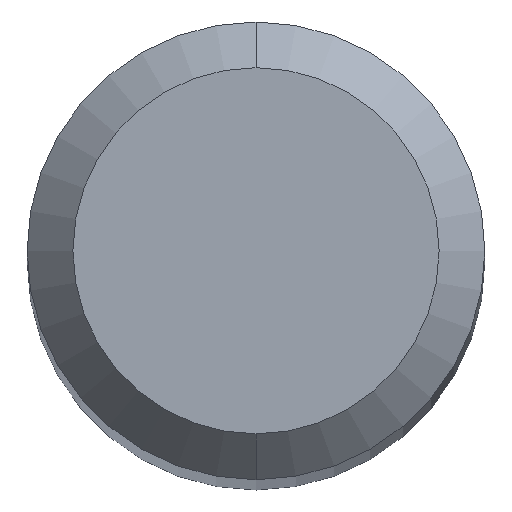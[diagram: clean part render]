
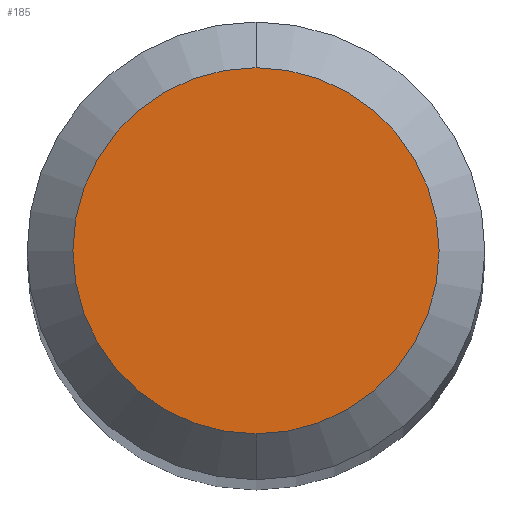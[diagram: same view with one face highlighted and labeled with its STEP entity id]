
A CAD part, top view. The second image highlights one B-rep face of the part: STEP entity #185.
In plain terms, the highlighted planar face has unit normal (0, 0, 1).
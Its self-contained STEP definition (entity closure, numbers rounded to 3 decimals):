
#103=EDGE_CURVE('',#143,#135,#255,.T.);
#135=VERTEX_POINT('',#292);
#143=VERTEX_POINT('',#301);
#151=EDGE_CURVE('',#135,#143,#309,.T.);
#185=ADVANCED_FACE('',(#347),#348,.T.);
#255=CIRCLE('',#416,1.2);
#292=CARTESIAN_POINT('',(0.,-1.2,0.0));
#301=CARTESIAN_POINT('',(0.0,1.2,0.0));
#309=CIRCLE('',#475,1.2);
#347=FACE_OUTER_BOUND('',#526,.T.);
#348=PLANE('',#527);
#416=AXIS2_PLACEMENT_3D('',#609,#610,#611);
#475=AXIS2_PLACEMENT_3D('',#667,#668,#669);
#526=EDGE_LOOP('',(#722,#723));
#527=AXIS2_PLACEMENT_3D('',#724,#725,#726);
#609=CARTESIAN_POINT('',(0.0,0.0,0.0));
#610=DIRECTION('',(0.0,0.0,-1.0));
#611=DIRECTION('',(0.0,1.0,0.0));
#667=CARTESIAN_POINT('',(0.0,0.0,0.0));
#668=DIRECTION('',(0.0,0.0,-1.0));
#669=DIRECTION('',(0.0,1.0,0.0));
#722=ORIENTED_EDGE('',*,*,#103,.F.);
#723=ORIENTED_EDGE('',*,*,#151,.F.);
#724=CARTESIAN_POINT('',(0.0,0.6,0.0));
#725=DIRECTION('',(-0.0,0.0,1.0));
#726=DIRECTION('',(0.0,-1.0,0.0));
